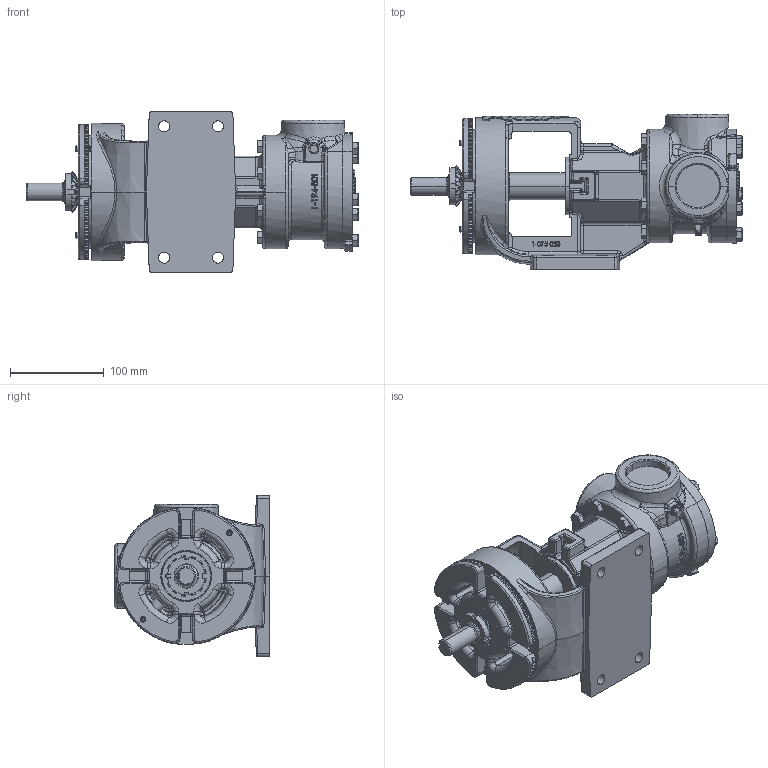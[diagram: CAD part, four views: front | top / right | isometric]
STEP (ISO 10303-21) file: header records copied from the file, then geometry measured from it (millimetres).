
FILE_DESCRIPTION (( 'STEP AP214' ), '1' );
FILE_NAME ('H124A.STEP', '2017-02-13T13:52:02', ( '' ), ( '' ), 'SwSTEP 2.0', 'SolidWorks 2016', '' );
FILE_SCHEMA (( 'AUTOMOTIVE_DESIGN' ));
Length unit declared in the file: inch
Products named in the file (2): H124A
Bounding box: 353.31 x 165.45 x 171.45 mm (x, y, z)
Volume: 2760803.6 mm3; surface area: 266049.7 mm2
Topology: 1 solids, 1 shells, 2504 faces, 6286 edges, 3816 vertices
Faces by surface type: cylinder 702, bspline 697, plane 646, cone 298, torus 90, sphere 71
Entity records: 154187 total; most frequent: CARTESIAN_POINT 84382, ORIENTED_EDGE 12462, DIRECTION 9562, EDGE_CURVE 6231, AXIS2_PLACEMENT_3D 3885, VERTEX_POINT 3815, EDGE_LOOP 2606, FACE_OUTER_BOUND 2504
